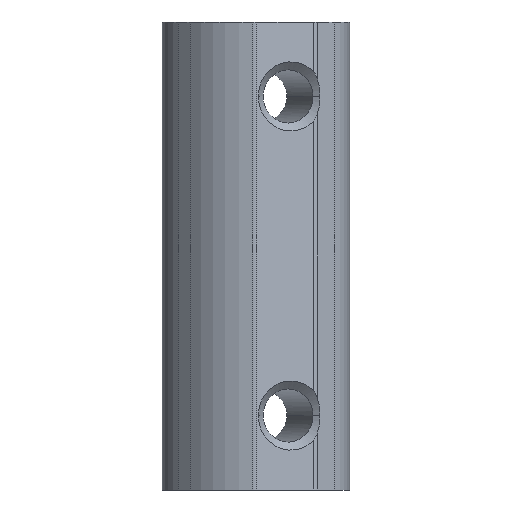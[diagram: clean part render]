
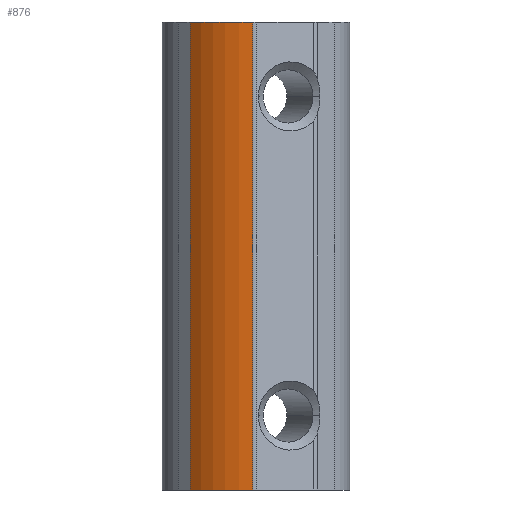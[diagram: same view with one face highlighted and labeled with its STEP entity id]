
A CAD part, front view. The second image highlights one B-rep face of the part: STEP entity #876.
In plain terms, the highlighted cylindrical face has radius 8.85 mm (diameter 17.7 mm), a partial arc.
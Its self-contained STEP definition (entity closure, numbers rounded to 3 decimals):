
#6 = AXIS2_PLACEMENT_3D ( 'NONE', #308, #560, #986 ) ;
#20 = DIRECTION ( 'NONE',  ( 1., 0., 0. ) ) ;
#126 = CARTESIAN_POINT ( 'NONE',  ( -6.258, -6.258, -22. ) ) ;
#129 = LINE ( 'NONE', #210, #847 ) ;
#185 = EDGE_CURVE ( 'NONE', #946, #207, #627, .T. ) ;
#194 = DIRECTION ( 'NONE',  ( 0., 0., 1. ) ) ;
#207 = VERTEX_POINT ( 'NONE', #536 ) ;
#210 = CARTESIAN_POINT ( 'NONE',  ( -0.393, -8.841, -22. ) ) ;
#232 = DIRECTION ( 'NONE',  ( 0., 0., 1. ) ) ;
#255 = EDGE_CURVE ( 'NONE', #207, #1124, #129, .T. ) ;
#283 = CARTESIAN_POINT ( 'NONE',  ( 0., 0., -22. ) ) ;
#289 = CARTESIAN_POINT ( 'NONE',  ( 0., 0., -22. ) ) ;
#308 = CARTESIAN_POINT ( 'NONE',  ( 0., 0., 22. ) ) ;
#316 = VECTOR ( 'NONE', #714, 1000. ) ;
#383 = AXIS2_PLACEMENT_3D ( 'NONE', #283, #1069, #638 ) ;
#418 = ORIENTED_EDGE ( 'NONE', *, *, #185, .T. ) ;
#455 = FACE_OUTER_BOUND ( 'NONE', #975, .T. ) ;
#463 = CYLINDRICAL_SURFACE ( 'NONE', #577, 8.85 ) ;
#513 = CARTESIAN_POINT ( 'NONE',  ( -6.258, -6.258, 22. ) ) ;
#536 = CARTESIAN_POINT ( 'NONE',  ( -0.393, -8.841, -22. ) ) ;
#560 = DIRECTION ( 'NONE',  ( 0., 0., 1. ) ) ;
#577 = AXIS2_PLACEMENT_3D ( 'NONE', #289, #194, #20 ) ;
#627 = CIRCLE ( 'NONE', #383, 8.85 ) ;
#638 = DIRECTION ( 'NONE',  ( 1., 0., 0. ) ) ;
#657 = EDGE_CURVE ( 'NONE', #780, #1124, #797, .T. ) ;
#682 = ORIENTED_EDGE ( 'NONE', *, *, #657, .F. ) ;
#714 = DIRECTION ( 'NONE',  ( 0., 0., 1. ) ) ;
#745 = CARTESIAN_POINT ( 'NONE',  ( -0.393, -8.841, 22. ) ) ;
#780 = VERTEX_POINT ( 'NONE', #513 ) ;
#797 = CIRCLE ( 'NONE', #6, 8.85 ) ;
#806 = CARTESIAN_POINT ( 'NONE',  ( -6.258, -6.258, -22. ) ) ;
#847 = VECTOR ( 'NONE', #232, 1000. ) ;
#856 = EDGE_CURVE ( 'NONE', #946, #780, #908, .T. ) ;
#876 = ADVANCED_FACE ( 'NONE', ( #455 ), #463, .T. ) ;
#908 = LINE ( 'NONE', #806, #316 ) ;
#946 = VERTEX_POINT ( 'NONE', #126 ) ;
#975 = EDGE_LOOP ( 'NONE', ( #682, #1118, #418, #1110 ) ) ;
#986 = DIRECTION ( 'NONE',  ( 1., 0., 0. ) ) ;
#1069 = DIRECTION ( 'NONE',  ( 0., 0., 1. ) ) ;
#1110 = ORIENTED_EDGE ( 'NONE', *, *, #255, .T. ) ;
#1118 = ORIENTED_EDGE ( 'NONE', *, *, #856, .F. ) ;
#1124 = VERTEX_POINT ( 'NONE', #745 ) ;
